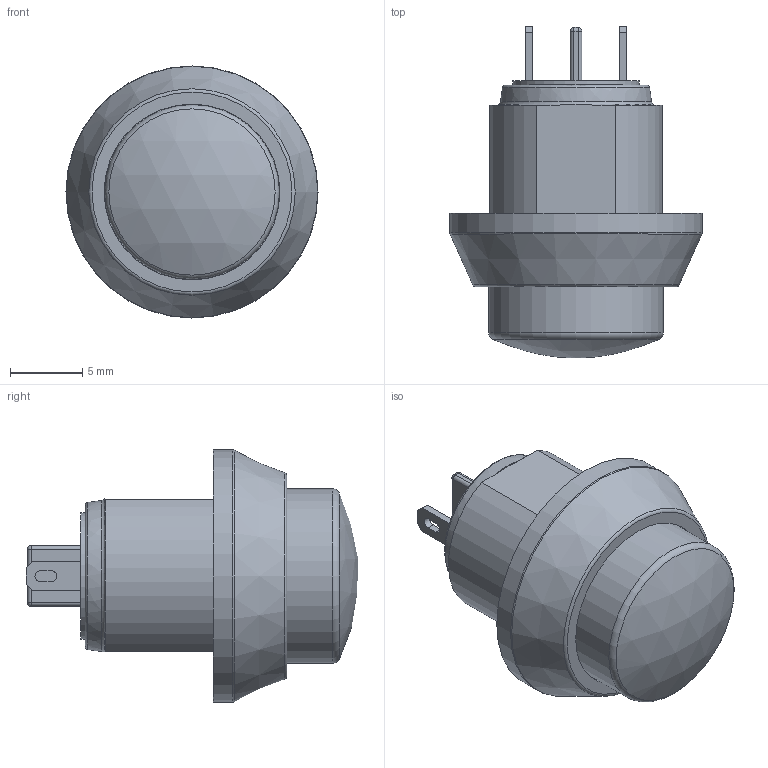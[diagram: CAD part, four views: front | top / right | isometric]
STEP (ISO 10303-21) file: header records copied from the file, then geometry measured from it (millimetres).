
FILE_DESCRIPTION((' '),'2;1');
FILE_NAME('PV5H2401x.stp','2017-08-03T14:49:20',(' '),(' '),' ','ACIS',' ');
FILE_SCHEMA(('CONFIG_CONTROL_DESIGN'));
Length unit declared in the file: inch
Products named in the file (1): PV5H2401x.stp
Bounding box: 17.5 x 23.04 x 17.5 mm (x, y, z)
Volume: 2517.3 mm3; surface area: 1374.1 mm2
Topology: 1 solids, 1 shells, 64 faces, 148 edges, 94 vertices
Faces by surface type: plane 33, cylinder 19, sphere 6, torus 5, cone 1
Full cylindrical faces by diameter (mm): 8.8 x1, 9.3 x1, 12.1 x1, 12.2 x1, 17.5 x1
Entity records: 1841 total; most frequent: CARTESIAN_POINT 306, DIRECTION 306, ORIENTED_EDGE 264, EDGE_CURVE 132, AXIS2_PLACEMENT_3D 112, VERTEX_POINT 90, EDGE_LOOP 88, VECTOR 82
